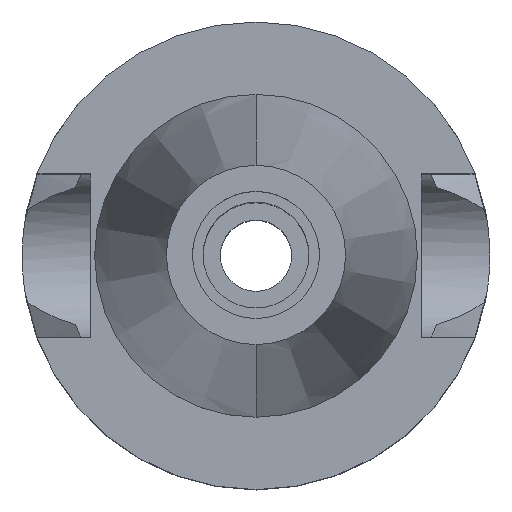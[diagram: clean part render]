
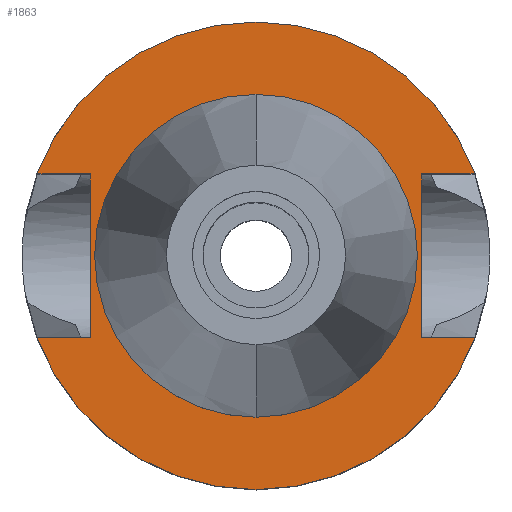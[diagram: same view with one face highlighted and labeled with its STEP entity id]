
A CAD part, top view. The second image highlights one B-rep face of the part: STEP entity #1863.
In plain terms, the highlighted planar face has unit normal (0, 0, 1).
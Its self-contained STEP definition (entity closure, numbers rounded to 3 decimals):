
#763=DIRECTION('',(1.,0.,0.));
#764=VECTOR('',#763,5.245);
#765=CARTESIAN_POINT('',(16.3,8.05,-1.));
#766=LINE('',#765,#764);
#800=DIRECTION('',(0.,1.,0.));
#801=VECTOR('',#800,16.1);
#802=CARTESIAN_POINT('',(-16.3,-8.05,-1.));
#803=LINE('',#802,#801);
#807=DIRECTION('',(-1.,0.,0.));
#808=VECTOR('',#807,5.245);
#809=CARTESIAN_POINT('',(-16.3,8.05,-1.));
#810=LINE('',#809,#808);
#814=CARTESIAN_POINT('',(0.,0.,-1.));
#815=DIRECTION('',(0.,0.,-1.));
#816=DIRECTION('',(-0.937,0.35,0.));
#817=AXIS2_PLACEMENT_3D('',#814,#815,#816);
#822=CARTESIAN_POINT('',(0.,0.,-1.));
#823=DIRECTION('',(0.,0.,-1.));
#824=DIRECTION('',(0.,1.,0.));
#825=AXIS2_PLACEMENT_3D('',#822,#823,#824);
#830=DIRECTION('',(0.,-1.,0.));
#831=VECTOR('',#830,16.1);
#832=CARTESIAN_POINT('',(16.3,8.05,-1.));
#833=LINE('',#832,#831);
#837=DIRECTION('',(1.,0.,0.));
#838=VECTOR('',#837,5.245);
#839=CARTESIAN_POINT('',(16.3,-8.05,-1.));
#840=LINE('',#839,#838);
#844=CARTESIAN_POINT('',(0.,0.,-1.));
#845=DIRECTION('',(0.,0.,-1.));
#846=DIRECTION('',(0.937,-0.35,0.));
#847=AXIS2_PLACEMENT_3D('',#844,#845,#846);
#852=CARTESIAN_POINT('',(0.,0.,-1.));
#853=DIRECTION('',(0.,0.,-1.));
#854=DIRECTION('',(0.,-1.,0.));
#855=AXIS2_PLACEMENT_3D('',#852,#853,#854);
#860=CARTESIAN_POINT('',(0.,0.,-1.));
#861=DIRECTION('',(0.,0.,1.));
#862=DIRECTION('',(0.,-1.,0.));
#863=AXIS2_PLACEMENT_3D('',#860,#861,#862);
#868=CARTESIAN_POINT('',(0.,0.,-1.));
#869=DIRECTION('',(0.,0.,1.));
#870=DIRECTION('',(0.,1.,0.));
#871=AXIS2_PLACEMENT_3D('',#868,#869,#870);
#916=DIRECTION('',(-1.,0.,0.));
#917=VECTOR('',#916,5.245);
#918=CARTESIAN_POINT('',(-16.3,-8.05,-1.));
#919=LINE('',#918,#917);
#1161=CARTESIAN_POINT('',(-16.3,-8.05,-1.));
#1162=VERTEX_POINT('',#1161);
#1163=CARTESIAN_POINT('',(-21.545,-8.05,-1.));
#1164=VERTEX_POINT('',#1163);
#1165=CARTESIAN_POINT('',(-16.3,8.05,-1.));
#1166=VERTEX_POINT('',#1165);
#1167=CARTESIAN_POINT('',(-21.545,8.05,-1.));
#1168=VERTEX_POINT('',#1167);
#1169=CARTESIAN_POINT('',(0.,23.,-1.));
#1170=CARTESIAN_POINT('',(21.545,8.05,-1.));
#1171=VERTEX_POINT('',#1169);
#1172=VERTEX_POINT('',#1170);
#1173=CARTESIAN_POINT('',(16.3,8.05,-1.));
#1174=VERTEX_POINT('',#1173);
#1175=CARTESIAN_POINT('',(16.3,-8.05,-1.));
#1176=VERTEX_POINT('',#1175);
#1177=CARTESIAN_POINT('',(21.545,-8.05,-1.));
#1178=VERTEX_POINT('',#1177);
#1179=CARTESIAN_POINT('',(0.,-23.,-1.));
#1180=VERTEX_POINT('',#1179);
#1181=CARTESIAN_POINT('',(0.,-15.875,-1.));
#1182=CARTESIAN_POINT('',(0.,15.875,-1.));
#1183=VERTEX_POINT('',#1181);
#1184=VERTEX_POINT('',#1182);
#1835=CARTESIAN_POINT('',(0.,0.,-1.));
#1836=DIRECTION('',(0.,0.,-1.));
#1837=DIRECTION('',(0.,-1.,0.));
#1838=AXIS2_PLACEMENT_3D('',#1835,#1836,#1837);
#1839=PLANE('',#1838);
#1841=ORIENTED_EDGE('',*,*,#1840,.T.);
#1842=ORIENTED_EDGE('',*,*,#1780,.T.);
#1843=ORIENTED_EDGE('',*,*,#1800,.T.);
#1844=ORIENTED_EDGE('',*,*,#1798,.T.);
#1845=ORIENTED_EDGE('',*,*,#1814,.F.);
#1846=ORIENTED_EDGE('',*,*,#1825,.T.);
#1848=ORIENTED_EDGE('',*,*,#1847,.T.);
#1850=ORIENTED_EDGE('',*,*,#1849,.T.);
#1852=ORIENTED_EDGE('',*,*,#1851,.T.);
#1854=ORIENTED_EDGE('',*,*,#1853,.F.);
#1855=EDGE_LOOP('',(#1841,#1842,#1843,#1844,#1845,#1846,#1848,#1850,#1852,
#1854));
#1856=FACE_OUTER_BOUND('',#1855,.F.);
#1858=ORIENTED_EDGE('',*,*,#1857,.T.);
#1860=ORIENTED_EDGE('',*,*,#1859,.T.);
#1861=EDGE_LOOP('',(#1858,#1860));
#1862=FACE_BOUND('',#1861,.F.);
#818=CIRCLE('',#817,23.);
#826=CIRCLE('',#825,23.);
#848=CIRCLE('',#847,23.);
#856=CIRCLE('',#855,23.);
#864=CIRCLE('',#863,15.875);
#872=CIRCLE('',#871,15.875);
#1780=EDGE_CURVE('',#1166,#1168,#810,.T.);
#1798=EDGE_CURVE('',#1171,#1172,#826,.T.);
#1800=EDGE_CURVE('',#1168,#1171,#818,.T.);
#1814=EDGE_CURVE('',#1174,#1172,#766,.T.);
#1825=EDGE_CURVE('',#1174,#1176,#833,.T.);
#1840=EDGE_CURVE('',#1162,#1166,#803,.T.);
#1847=EDGE_CURVE('',#1176,#1178,#840,.T.);
#1849=EDGE_CURVE('',#1178,#1180,#848,.T.);
#1851=EDGE_CURVE('',#1180,#1164,#856,.T.);
#1853=EDGE_CURVE('',#1162,#1164,#919,.T.);
#1857=EDGE_CURVE('',#1183,#1184,#864,.T.);
#1859=EDGE_CURVE('',#1184,#1183,#872,.T.);
#1863=ADVANCED_FACE('',(#1856,#1862),#1839,.F.);
